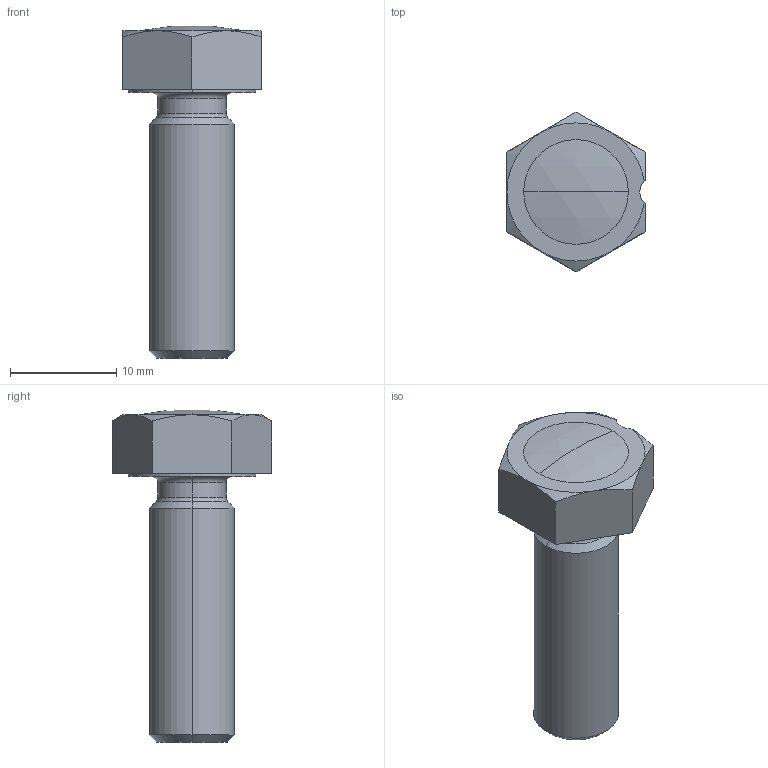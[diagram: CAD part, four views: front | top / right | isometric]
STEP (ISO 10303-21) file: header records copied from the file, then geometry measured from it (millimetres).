
FILE_DESCRIPTION (( 'STEP AP214' ), '1' );
FILE_NAME ('Z-RFC-P19 Schraubenpositionsgeber.STEP', '2017-07-26T05:44:33', ( 'dummy' ), ( 'Microsoft' ), 'SwSTEP 2.0', 'SolidWorks 2014', '' );
FILE_SCHEMA (( 'AUTOMOTIVE_DESIGN' ));
Length unit declared in the file: millimetre
Products named in the file (4): 900033953_000; 900077005_000; 900077008_000; Z-RFC-P19 Schraubenpositionsgeber
Assembly tree (3 placements, depth 2):
  Z-RFC-P19 Schraubenpositionsgeber
    900077005_000
    900033953_000
    900077008_000
Bounding box: 13 x 15.01 x 31.24 mm (x, y, z)
Volume: 2050.6 mm3; surface area: 1748.2 mm2
Topology: 3 solids, 3 shells, 51 faces, 106 edges, 64 vertices
Faces by surface type: cylinder 17, plane 16, cone 10, torus 6, sphere 2
Entity records: 1581 total; most frequent: CARTESIAN_POINT 299, DIRECTION 263, ORIENTED_EDGE 212, AXIS2_PLACEMENT_3D 114, EDGE_CURVE 106, VERTEX_POINT 64, CIRCLE 57, EDGE_LOOP 56
